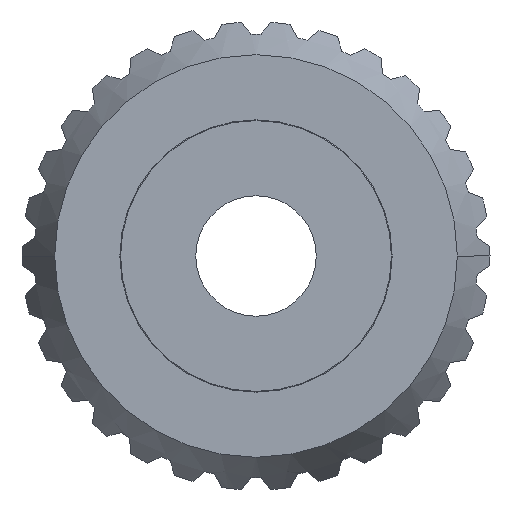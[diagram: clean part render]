
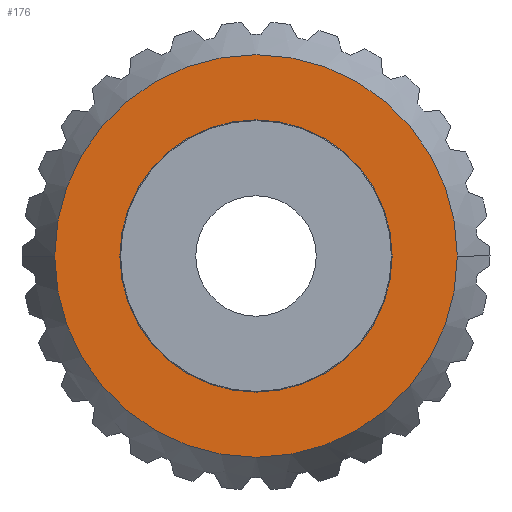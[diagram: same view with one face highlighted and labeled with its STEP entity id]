
A CAD part, front view. The second image highlights one B-rep face of the part: STEP entity #176.
In plain terms, the highlighted planar face has unit normal (0, -1, 0).
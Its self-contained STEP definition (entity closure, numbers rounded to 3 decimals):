
#176=ADVANCED_FACE('',(#442,#443),#444,.T.);
#442=FACE_OUTER_BOUND('',#715,.T.);
#443=FACE_BOUND('',#716,.T.);
#444=PLANE('',#717);
#715=EDGE_LOOP('',(#1823,#1824));
#716=EDGE_LOOP('',(#1825,#1826,#1827));
#717=AXIS2_PLACEMENT_3D('',#1828,#1829,#1830);
#1823=ORIENTED_EDGE('',*,*,#1920,.F.);
#1824=ORIENTED_EDGE('',*,*,#2310,.F.);
#1825=ORIENTED_EDGE('',*,*,#2308,.T.);
#1826=ORIENTED_EDGE('',*,*,#1987,.T.);
#1827=ORIENTED_EDGE('',*,*,#2309,.T.);
#1828=CARTESIAN_POINT('',(11.212,-11.8,0.0));
#1829=DIRECTION('',(0.,-1.0,0.0));
#1830=DIRECTION('',(-1.0,0.,0.0));
#1920=EDGE_CURVE('',#2312,#2315,#2316,.T.);
#1987=EDGE_CURVE('',#2441,#2447,#2449,.T.);
#2308=EDGE_CURVE('',#2961,#2441,#2962,.T.);
#2309=EDGE_CURVE('',#2447,#2961,#2963,.T.);
#2310=EDGE_CURVE('',#2315,#2312,#2964,.T.);
#2312=VERTEX_POINT('',#2966);
#2315=VERTEX_POINT('',#2970);
#2316=CIRCLE('',#2971,13.378);
#2441=VERTEX_POINT('',#3367);
#2447=VERTEX_POINT('',#3373);
#2449=CIRCLE('',#3375,9.046);
#2961=VERTEX_POINT('',#4825);
#2962=CIRCLE('',#4826,9.046);
#2963=CIRCLE('',#4827,9.046);
#2964=CIRCLE('',#4828,13.378);
#2966=CARTESIAN_POINT('',(13.378,-11.8,0.0));
#2970=CARTESIAN_POINT('',(-13.378,-11.8,0.));
#2971=AXIS2_PLACEMENT_3D('',#4831,#4832,#4833);
#3367=CARTESIAN_POINT('',(0.,-11.8,-9.046));
#3373=CARTESIAN_POINT('',(0.,-11.8,9.046));
#3375=AXIS2_PLACEMENT_3D('',#4940,#4941,#4942);
#4825=CARTESIAN_POINT('',(9.046,-11.8,0.0));
#4826=AXIS2_PLACEMENT_3D('',#5377,#5378,#5379);
#4827=AXIS2_PLACEMENT_3D('',#5380,#5381,#5382);
#4828=AXIS2_PLACEMENT_3D('',#5383,#5384,#5385);
#4831=CARTESIAN_POINT('',(0.0,-11.8,0.0));
#4832=DIRECTION('',(-0.0,1.0,0.0));
#4833=DIRECTION('',(1.0,0.0,0.0));
#4940=CARTESIAN_POINT('',(0.0,-11.8,0.0));
#4941=DIRECTION('',(-0.0,1.0,0.0));
#4942=DIRECTION('',(1.0,0.0,0.0));
#5377=CARTESIAN_POINT('',(0.0,-11.8,0.0));
#5378=DIRECTION('',(-0.0,1.0,0.0));
#5379=DIRECTION('',(1.0,0.0,0.0));
#5380=CARTESIAN_POINT('',(0.0,-11.8,0.0));
#5381=DIRECTION('',(-0.0,1.0,0.0));
#5382=DIRECTION('',(1.0,0.0,0.0));
#5383=CARTESIAN_POINT('',(0.0,-11.8,0.0));
#5384=DIRECTION('',(-0.0,1.0,0.0));
#5385=DIRECTION('',(1.0,0.0,0.0));
